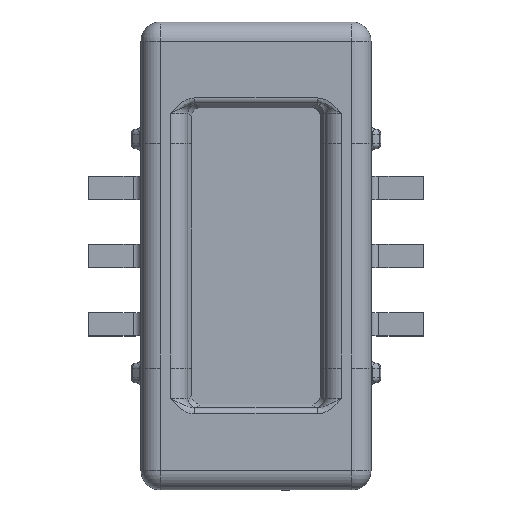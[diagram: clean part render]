
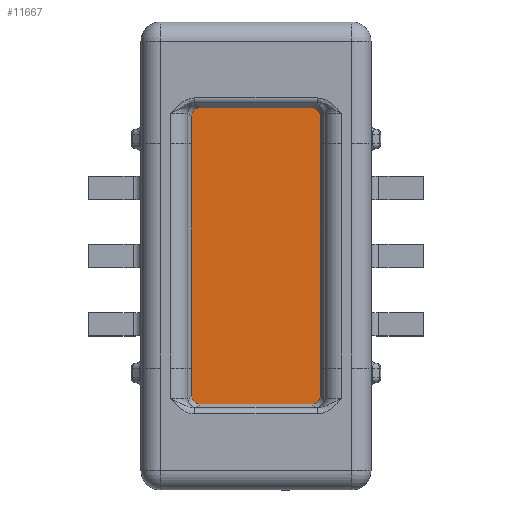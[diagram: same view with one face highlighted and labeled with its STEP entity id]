
A CAD part, top view. The second image highlights one B-rep face of the part: STEP entity #11667.
In plain terms, the highlighted planar face has unit normal (0, 0, 1).
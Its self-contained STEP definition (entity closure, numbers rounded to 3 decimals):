
#154 =( BOUNDED_CURVE ( )  B_SPLINE_CURVE ( 3, ( #902, #6412, #11072, #5549 ),
 .UNSPECIFIED., .F., .F. ) 
 B_SPLINE_CURVE_WITH_KNOTS ( ( 4, 4 ),
 ( 2.457, 3.826 ),
 .UNSPECIFIED. ) 
 CURVE ( )  GEOMETRIC_REPRESENTATION_ITEM ( )  RATIONAL_B_SPLINE_CURVE ( ( 1., 0.85, 0.85, 1. ) ) 
 REPRESENTATION_ITEM ( '' )  );
#165 = CARTESIAN_POINT ( 'NONE',  ( -0.33, -1.065, 0.258 ) ) ;
#213 = EDGE_CURVE ( 'NONE', #10359, #9559, #7077, .T. ) ;
#275 = CARTESIAN_POINT ( 'NONE',  ( -0.285, 0.41, 0.258 ) ) ;
#544 = PLANE ( 'NONE',  #11760 ) ;
#902 = CARTESIAN_POINT ( 'NONE',  ( 0.33, 0.365, 0.258 ) ) ;
#1514 = ORIENTED_EDGE ( 'NONE', *, *, #5564, .T. ) ;
#1763 = DIRECTION ( 'NONE',  ( -1., 0., 0. ) ) ;
#1830 = ORIENTED_EDGE ( 'NONE', *, *, #10160, .F. ) ;
#1861 = FACE_OUTER_BOUND ( 'NONE', #11061, .T. ) ;
#1883 = CARTESIAN_POINT ( 'NONE',  ( 0.33, -1.065, 0.258 ) ) ;
#1908 = EDGE_CURVE ( 'NONE', #7111, #10515, #5013, .T. ) ;
#2207 = EDGE_CURVE ( 'NONE', #10639, #9559, #5716, .T. ) ;
#2458 = DIRECTION ( 'NONE',  ( 0., 0., 1. ) ) ;
#2558 = ORIENTED_EDGE ( 'NONE', *, *, #213, .F. ) ;
#2661 = CARTESIAN_POINT ( 'NONE',  ( 0.285, -1.11, 0.258 ) ) ;
#2838 = EDGE_CURVE ( 'NONE', #11175, #10359, #8727, .T. ) ;
#2899 = LINE ( 'NONE', #11895, #5350 ) ;
#2909 = ORIENTED_EDGE ( 'NONE', *, *, #7826, .F. ) ;
#2952 = VECTOR ( 'NONE', #11829, 1000. ) ;
#3047 = VERTEX_POINT ( 'NONE', #10091 ) ;
#3053 = VERTEX_POINT ( 'NONE', #1883 ) ;
#3149 = CARTESIAN_POINT ( 'NONE',  ( -0.33, 0.365, 0.258 ) ) ;
#3324 = CARTESIAN_POINT ( 'NONE',  ( 0.285, 0.41, 0.258 ) ) ;
#3617 = CARTESIAN_POINT ( 'NONE',  ( -0.35, -1.11, 0.258 ) ) ;
#3876 = CARTESIAN_POINT ( 'NONE',  ( 0.33, 0.43, 0.258 ) ) ;
#4259 = CARTESIAN_POINT ( 'NONE',  ( -0.33, 0.365, 0.258 ) ) ;
#4274 = VECTOR ( 'NONE', #10368, 1000. ) ;
#4584 = LINE ( 'NONE', #3617, #11641 ) ;
#4651 = VECTOR ( 'NONE', #10485, 1000. ) ;
#4715 = VECTOR ( 'NONE', #7314, 1000. ) ;
#4959 = CARTESIAN_POINT ( 'NONE',  ( -0.33, -5.69, 0.258 ) ) ;
#5013 = LINE ( 'NONE', #11942, #4715 ) ;
#5034 = ORIENTED_EDGE ( 'NONE', *, *, #9076, .T. ) ;
#5235 = CARTESIAN_POINT ( 'NONE',  ( -0.312, -1.11, 0.258 ) ) ;
#5281 = DIRECTION ( 'NONE',  ( 0., -1., 0. ) ) ;
#5350 = VECTOR ( 'NONE', #7236, 1000. ) ;
#5380 = CARTESIAN_POINT ( 'NONE',  ( 0.33, -1.092, 0.258 ) ) ;
#5421 = ORIENTED_EDGE ( 'NONE', *, *, #10805, .T. ) ;
#5549 = CARTESIAN_POINT ( 'NONE',  ( 0.285, 0.41, 0.258 ) ) ;
#5564 = EDGE_CURVE ( 'NONE', #5679, #10639, #8459, .T. ) ;
#5679 = VERTEX_POINT ( 'NONE', #4259 ) ;
#5716 = LINE ( 'NONE', #4959, #10316 ) ;
#5841 = DIRECTION ( 'NONE',  ( 0., -1., 0. ) ) ;
#5891 = CARTESIAN_POINT ( 'NONE',  ( 0.33, 0.225, 0.258 ) ) ;
#5906 = VERTEX_POINT ( 'NONE', #7100 ) ;
#6146 = EDGE_CURVE ( 'NONE', #10515, #5906, #9149, .T. ) ;
#6148 = CARTESIAN_POINT ( 'NONE',  ( -0.285, 0.41, 0.258 ) ) ;
#6289 = CARTESIAN_POINT ( 'NONE',  ( 0.33, -1.065, 0.258 ) ) ;
#6412 = CARTESIAN_POINT ( 'NONE',  ( 0.33, 0.392, 0.258 ) ) ;
#6886 = VERTEX_POINT ( 'NONE', #3324 ) ;
#6937 = CARTESIAN_POINT ( 'NONE',  ( -0.33, -0.925, 0.258 ) ) ;
#7077 = LINE ( 'NONE', #11418, #4651 ) ;
#7100 = CARTESIAN_POINT ( 'NONE',  ( 0.33, 0.365, 0.258 ) ) ;
#7111 = VERTEX_POINT ( 'NONE', #9774 ) ;
#7236 = DIRECTION ( 'NONE',  ( -1., 0., 0. ) ) ;
#7237 =( BOUNDED_CURVE ( )  B_SPLINE_CURVE ( 3, ( #6289, #5380, #8125, #2661 ),
 .UNSPECIFIED., .F., .F. ) 
 B_SPLINE_CURVE_WITH_KNOTS ( ( 4, 4 ),
 ( 2.457, 3.826 ),
 .UNSPECIFIED. ) 
 CURVE ( )  GEOMETRIC_REPRESENTATION_ITEM ( )  RATIONAL_B_SPLINE_CURVE ( ( 1., 0.85, 0.85, 1. ) ) 
 REPRESENTATION_ITEM ( '' )  );
#7314 = DIRECTION ( 'NONE',  ( 0., 1., 0. ) ) ;
#7710 = CARTESIAN_POINT ( 'NONE',  ( -0.285, -1.11, 0.258 ) ) ;
#7775 = ORIENTED_EDGE ( 'NONE', *, *, #1908, .T. ) ;
#7826 = EDGE_CURVE ( 'NONE', #7111, #3053, #10278, .T. ) ;
#7935 = CARTESIAN_POINT ( 'NONE',  ( 0.35, -7.09, 0.258 ) ) ;
#8125 = CARTESIAN_POINT ( 'NONE',  ( 0.312, -1.11, 0.258 ) ) ;
#8182 = VECTOR ( 'NONE', #5281, 1000. ) ;
#8339 = ORIENTED_EDGE ( 'NONE', *, *, #2838, .F. ) ;
#8459 = LINE ( 'NONE', #10791, #8182 ) ;
#8583 = ORIENTED_EDGE ( 'NONE', *, *, #6146, .T. ) ;
#8620 = CARTESIAN_POINT ( 'NONE',  ( -0.33, 0.392, 0.258 ) ) ;
#8727 =( BOUNDED_CURVE ( )  B_SPLINE_CURVE ( 3, ( #9767, #5235, #10750, #11672 ),
 .UNSPECIFIED., .F., .F. ) 
 B_SPLINE_CURVE_WITH_KNOTS ( ( 4, 4 ),
 ( 5.598, 6.968 ),
 .UNSPECIFIED. ) 
 CURVE ( )  GEOMETRIC_REPRESENTATION_ITEM ( )  RATIONAL_B_SPLINE_CURVE ( ( 1., 0.85, 0.85, 1. ) ) 
 REPRESENTATION_ITEM ( '' )  );
#8858 = DIRECTION ( 'NONE',  ( 1., 0., 0. ) ) ;
#9076 = EDGE_CURVE ( 'NONE', #11270, #5679, #11692, .T. ) ;
#9149 = LINE ( 'NONE', #3876, #4274 ) ;
#9384 = ORIENTED_EDGE ( 'NONE', *, *, #11877, .T. ) ;
#9559 = VERTEX_POINT ( 'NONE', #6937 ) ;
#9767 = CARTESIAN_POINT ( 'NONE',  ( -0.285, -1.11, 0.258 ) ) ;
#9774 = CARTESIAN_POINT ( 'NONE',  ( 0.33, -0.925, 0.258 ) ) ;
#10091 = CARTESIAN_POINT ( 'NONE',  ( 0.285, -1.11, 0.258 ) ) ;
#10160 = EDGE_CURVE ( 'NONE', #3053, #3047, #7237, .T. ) ;
#10278 = LINE ( 'NONE', #10912, #2952 ) ;
#10316 = VECTOR ( 'NONE', #5841, 1000. ) ;
#10359 = VERTEX_POINT ( 'NONE', #165 ) ;
#10368 = DIRECTION ( 'NONE',  ( 0., 1., 0. ) ) ;
#10460 = CARTESIAN_POINT ( 'NONE',  ( -0.312, 0.41, 0.258 ) ) ;
#10485 = DIRECTION ( 'NONE',  ( 0., 1., 0. ) ) ;
#10515 = VERTEX_POINT ( 'NONE', #5891 ) ;
#10639 = VERTEX_POINT ( 'NONE', #10766 ) ;
#10750 = CARTESIAN_POINT ( 'NONE',  ( -0.33, -1.092, 0.258 ) ) ;
#10766 = CARTESIAN_POINT ( 'NONE',  ( -0.33, 0.225, 0.258 ) ) ;
#10791 = CARTESIAN_POINT ( 'NONE',  ( -0.33, 0.225, 0.258 ) ) ;
#10805 = EDGE_CURVE ( 'NONE', #6886, #11270, #2899, .T. ) ;
#10912 = CARTESIAN_POINT ( 'NONE',  ( 0.33, -1.13, 0.258 ) ) ;
#10982 = ORIENTED_EDGE ( 'NONE', *, *, #11863, .F. ) ;
#11061 = EDGE_LOOP ( 'NONE', ( #11818, #2558, #8339, #10982, #1830, #2909, #7775, #8583, #9384, #5421, #5034, #1514 ) ) ;
#11072 = CARTESIAN_POINT ( 'NONE',  ( 0.312, 0.41, 0.258 ) ) ;
#11175 = VERTEX_POINT ( 'NONE', #7710 ) ;
#11270 = VERTEX_POINT ( 'NONE', #6148 ) ;
#11418 = CARTESIAN_POINT ( 'NONE',  ( -0.33, -0.925, 0.258 ) ) ;
#11641 = VECTOR ( 'NONE', #1763, 1000. ) ;
#11667 = ADVANCED_FACE ( 'NONE', ( #1861 ), #544, .T. ) ;
#11672 = CARTESIAN_POINT ( 'NONE',  ( -0.33, -1.065, 0.258 ) ) ;
#11692 =( BOUNDED_CURVE ( )  B_SPLINE_CURVE ( 3, ( #275, #10460, #8620, #3149 ),
 .UNSPECIFIED., .F., .F. ) 
 B_SPLINE_CURVE_WITH_KNOTS ( ( 4, 4 ),
 ( 5.598, 6.968 ),
 .UNSPECIFIED. ) 
 CURVE ( )  GEOMETRIC_REPRESENTATION_ITEM ( )  RATIONAL_B_SPLINE_CURVE ( ( 1., 0.85, 0.85, 1. ) ) 
 REPRESENTATION_ITEM ( '' )  );
#11760 = AXIS2_PLACEMENT_3D ( 'NONE', #7935, #2458, #8858 ) ;
#11818 = ORIENTED_EDGE ( 'NONE', *, *, #2207, .T. ) ;
#11829 = DIRECTION ( 'NONE',  ( 0., -1., 0. ) ) ;
#11863 = EDGE_CURVE ( 'NONE', #3047, #11175, #4584, .T. ) ;
#11877 = EDGE_CURVE ( 'NONE', #5906, #6886, #154, .T. ) ;
#11895 = CARTESIAN_POINT ( 'NONE',  ( -0.35, 0.41, 0.258 ) ) ;
#11942 = CARTESIAN_POINT ( 'NONE',  ( 0.33, 0.34, 0.258 ) ) ;
